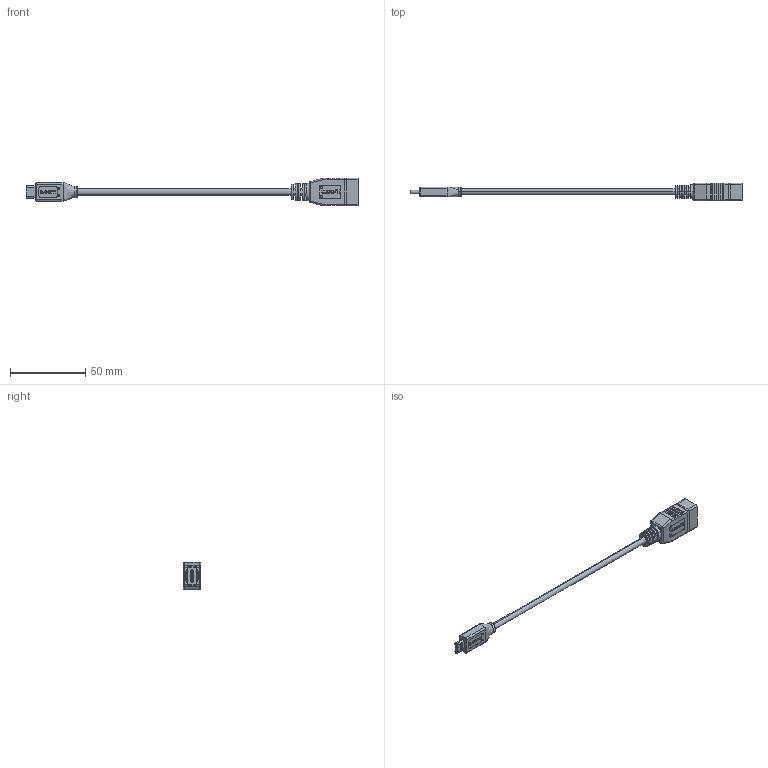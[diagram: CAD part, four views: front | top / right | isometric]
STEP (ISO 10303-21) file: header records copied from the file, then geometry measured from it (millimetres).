
FILE_DESCRIPTION (( 'STEP AP214' ), '1' );
FILE_NAME ('CAU31CAF.STEP', '2018-08-31T19:33:28', ( '' ), ( '' ), 'SwSTEP 2.0', 'SolidWorks 2017', '' );
FILE_SCHEMA (( 'AUTOMOTIVE_DESIGN' ));
Length unit declared in the file: inch
Products named in the file (16): MTN-929_WITHOUT CBL; MTN-595; MTN-927_USB 3.0 WITH LCOM LOGO; 1AA05-047-MA2___; MTN-(USB3.0 STD A F END PREMOLD; 1AA05-047-MA1___; MTN-929_no locking, 5.5mm OD; MTN-931_no locking; 1AA05-099_No Shells; 1AA05-099-MA2; CAU31CAF; 1AL08-363; 1AA05-047___; 1AA05-099-MA1; MTN-928_NO CABLE
Assembly tree (15 placements, depth 5):
  CAU31CAF
    1AL08-363
    MTN-927_USB 3.0 WITH LCOM LOGO
      MTN-927_USB 3.0 WITH LCOM LOGO
      1AA05-099_No Shells
        1AA05-099-MA1
        1AA05-099-MA2
      MTN-928_NO CABLE
    MTN-929_no locking, 5.5mm OD
      MTN-595
        1AA05-047___
          1AA05-047-MA2___
          1AA05-047-MA1___
        MTN-(USB3.0 STD A F END PREMOLD
      MTN-931_no locking
      MTN-929_WITHOUT CBL
Bounding box: 221.15 x 11.8 x 18.2 mm (x, y, z)
Volume: 11573.7 mm3; surface area: 12267.4 mm2
Topology: 10 solids, 10 shells, 2404 faces, 6567 edges, 4273 vertices
Faces by surface type: plane 1503, cylinder 614, bspline 229, sphere 32, torus 20, cone 6
Entity records: 94086 total; most frequent: CARTESIAN_POINT 26967, ORIENTED_EDGE 13070, DIRECTION 11416, EDGE_CURVE 6535, LINE 4650, VECTOR 4650, VERTEX_POINT 4273, AXIS2_PLACEMENT_3D 3383
